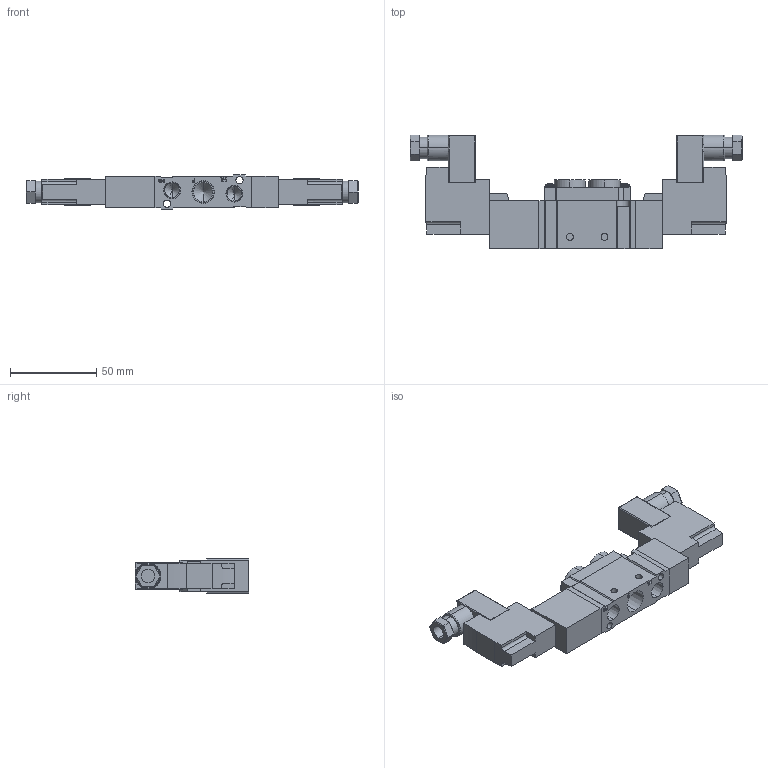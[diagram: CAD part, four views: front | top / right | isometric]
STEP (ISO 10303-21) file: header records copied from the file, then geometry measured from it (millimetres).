
FILE_DESCRIPTION (( 'STEP AP214' ), '1' );
FILE_NAME ('SY7320-5DZ-02F.step.step', '2014-12-18T19:48:52', ( 'Windows User' ), ( '' ), 'SwSTEP 2.0', 'SolidWorks 2015', '' );
FILE_SCHEMA (( 'AUTOMOTIVE_DESIGN' ));
Length unit declared in the file: millimetre
Products named in the file (10): SY7320-5DZ-02F.step; SY7320-5DZ-02F.step_SY71804BLOCK_20; SY7320-5DZ-02F.step_SY7000-6-1_02; SY7320-5DZ-02F.step_SY71804operend_Double-D; SY7320-5DZ-02F.step_SY71804operend_SingleA-D; SY7320-5DZ-02F.step_MAN-OP_Blue_P; SY7320-5DZ-02F.step_MAN-OP_Yellow_P; SY7320-5DZ-02F.step_1115Ccoil; SY7320-5DZ-02F.step_1115DIN Conn; SY7320-5DZ-02F.step_3mm screw head_90317A111
Assembly tree (12 placements, depth 2):
  SY7320-5DZ-02F.step
    SY7320-5DZ-02F.step_SY71804BLOCK_20
    SY7320-5DZ-02F.step_SY7000-6-1_02
    SY7320-5DZ-02F.step_SY71804operend_Double-D
    SY7320-5DZ-02F.step_SY71804operend_SingleA-D
    SY7320-5DZ-02F.step_MAN-OP_Blue_P
    SY7320-5DZ-02F.step_MAN-OP_Yellow_P
    SY7320-5DZ-02F.step_1115Ccoil  x2
    SY7320-5DZ-02F.step_1115DIN Conn  x2
    SY7320-5DZ-02F.step_3mm screw head_90317A111  x2
Bounding box: 192.4 x 66 x 19.8 mm (x, y, z)
Volume: 105644.8 mm3; surface area: 36162.9 mm2
Topology: 14 solids, 14 shells, 532 faces, 1307 edges, 825 vertices
Faces by surface type: plane 309, cylinder 125, cone 44, bspline 30, torus 12, sphere 12
Entity records: 14427 total; most frequent: CARTESIAN_POINT 3683, DIRECTION 1965, ORIENTED_EDGE 1962, EDGE_CURVE 981, LINE 663, VECTOR 663, AXIS2_PLACEMENT_3D 651, VERTEX_POINT 635
